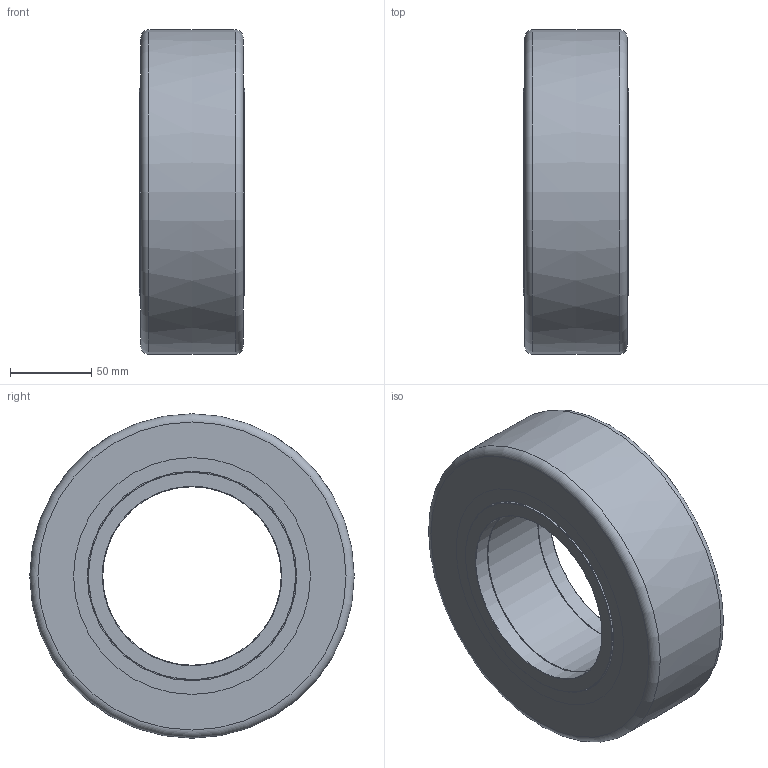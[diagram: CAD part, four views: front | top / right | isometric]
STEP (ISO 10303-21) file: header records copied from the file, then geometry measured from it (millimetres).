
FILE_DESCRIPTION(/* description */ ('-'),/* implementation_level */ '2;1');
FILE_NAME(/* name */ 'SR 110.200.stp',/* time_stamp */ '2022-07-21T11:14:27+02:00',/* author */ ('hipp'),/* organization */ (''),/* preprocessor_version */ 'ST-DEVELOPER v18.1',/* originating_system */ 'Autodesk Inventor 2020',/* authorisation */ '');
FILE_SCHEMA (('AUTOMOTIVE_DESIGN { 1 0 10303 214 3 1 1 }'));
Length unit declared in the file: millimetre
Products named in the file (1): SR 110.200_Kontur
Bounding box: 65 x 200 x 200 mm (x, y, z)
Volume: 1052804.6 mm3; surface area: 177477.7 mm2
Topology: 2 solids, 2 shells, 51 faces, 110 edges, 76 vertices
Faces by surface type: plane 18, cylinder 16, cone 14, torus 2, bspline 1
Full cylindrical faces by diameter (mm): 5 x1, 110 x1, 110.2 x2, 126 x1, 128 x2, 129 x2, 135 x2, 139.25 x2, 146 x2, 156 x1
Entity records: 1646 total; most frequent: CARTESIAN_POINT 332, DIRECTION 283, ORIENTED_EDGE 220, AXIS2_PLACEMENT_3D 126, EDGE_CURVE 110, VERTEX_POINT 76, CIRCLE 75, EDGE_LOOP 70
